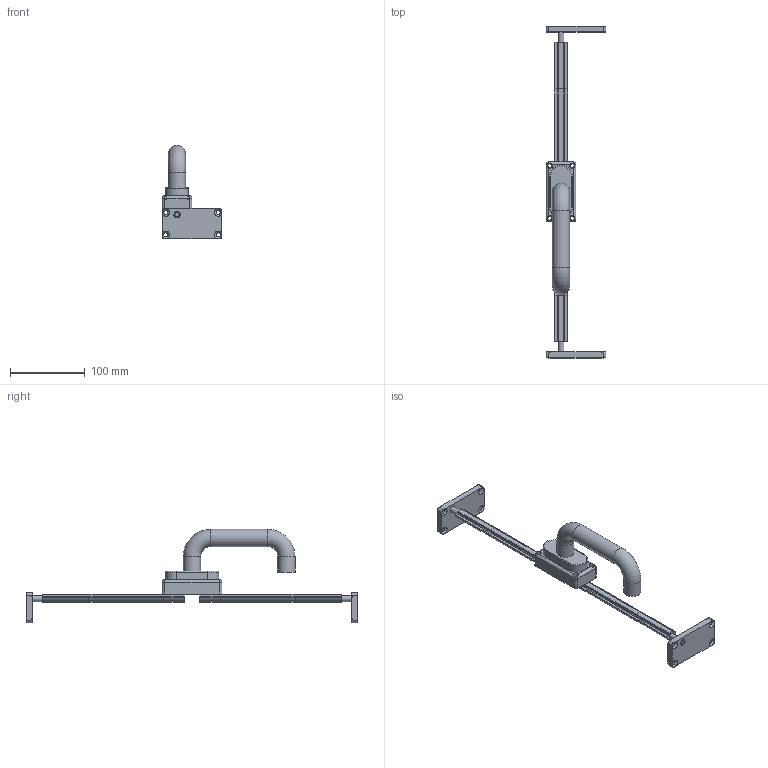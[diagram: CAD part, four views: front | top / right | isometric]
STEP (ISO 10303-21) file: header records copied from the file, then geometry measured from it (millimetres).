
FILE_DESCRIPTION(/* description */ ('Riegelplatte Türverriegelung'),/* implementation_level */ '2;1');
FILE_NAME(/* name */ 'SZ0424V_A.stp',/* time_stamp */ '2015-11-23T09:48:18+01:00',/* author */ ('Marina Kaa'),/* organization */ (''),/* preprocessor_version */ 'ST-DEVELOPER v15.6',/* originating_system */ 'Autodesk Inventor 2015',/* authorisation */ '');
FILE_SCHEMA (('AUTOMOTIVE_DESIGN { 1 0 10303 214 3 1 1 }'));
Length unit declared in the file: millimetre
Products named in the file (11): MK1438351825-A; MK1131303016-A; MK8100200_A; MK8100201_A; ME1640505_A; ISO 8734 - 6 x 14 - ADIN EN; ME1640506_A; SV2571N_A; ME1640501_A; ME1952404_A; SZ0424V_A
Bounding box: 80 x 443 x 124.5 mm (x, y, z)
Volume: 255751 mm3; surface area: 82675.5 mm2
Topology: 14 solids, 14 shells, 259 faces, 664 edges, 428 vertices
Faces by surface type: cylinder 112, plane 107, cone 32, sphere 4, torus 4
Full cylindrical faces by diameter (mm): 4.134 x2, 5.2 x4, 5.5 x8, 6 x4, 6.647 x4, 7.2 x4, 7.7 x2, 8 x4, 8.5 x2, 15.9 x1, 16 x1, 23 x4, 38 x1, 38.1 x1
Entity records: 5066 total; most frequent: CARTESIAN_POINT 977, DIRECTION 876, ORIENTED_EDGE 698, AXIS2_PLACEMENT_3D 364, EDGE_CURVE 349, VERTEX_POINT 249, EDGE_LOOP 240, CIRCLE 173
